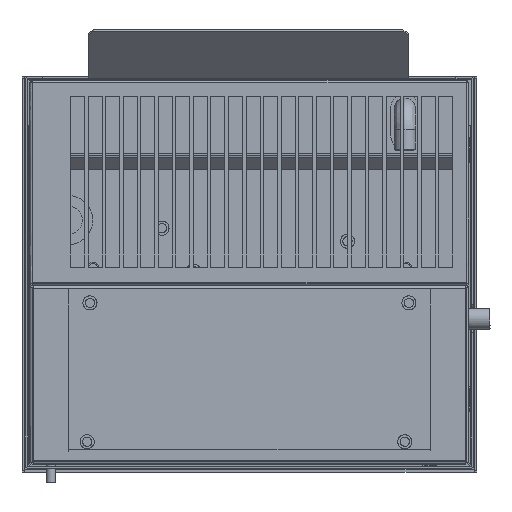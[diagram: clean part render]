
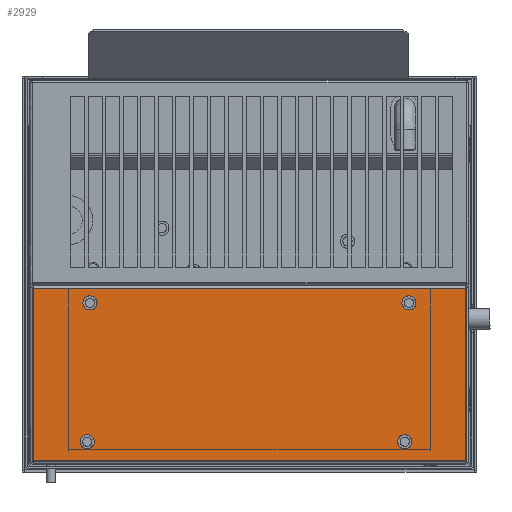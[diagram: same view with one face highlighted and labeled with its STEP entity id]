
A CAD part, front view. The second image highlights one B-rep face of the part: STEP entity #2929.
In plain terms, the highlighted free-form (B-spline) face has degree [1, 1] with [2, 2] control points.
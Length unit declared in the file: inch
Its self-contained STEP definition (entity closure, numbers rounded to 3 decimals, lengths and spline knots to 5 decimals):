
#1172=CARTESIAN_POINT('V6',(9.9108,-0.01587,
   -10.775));
#1173=VERTEX_POINT('V6',#1172);
#1174=CARTESIAN_POINT('V7',(9.9108,-0.01587,
   -10.746));
#1175=VERTEX_POINT('V7',#1174);
#1176=CARTESIAN_POINT('E6',(9.9108,-0.01587,
   -10.775));
#1177=CARTESIAN_POINT('E6',(9.9108,-0.01587,
   -10.746));
#1178=QUASI_UNIFORM_CURVE('E6',1,(#1176,#1177),.POLYLINE_FORM.,.F.,
   .U.);
#1179=EDGE_CURVE('E6',#1173,#1175,#1178,.T.);
#1488=CARTESIAN_POINT('V1',(3.0728,-0.01587,
   -13.505));
#1489=VERTEX_POINT('V1',#1488);
#1515=CARTESIAN_POINT('E1',(3.0728,-0.01587,
   -13.505));
#1516=CARTESIAN_POINT('E1',(3.0728,-0.01587,
   -13.64876));
#1517=CARTESIAN_POINT('E1',(3.1973,-0.01587,
   -13.57688));
#1518=CARTESIAN_POINT('E1',(3.3218,-0.01587,
   -13.505));
#1519=CARTESIAN_POINT('E1',(3.1973,-0.01587,
   -13.43312));
#1520=CARTESIAN_POINT('E1',(3.0728,-0.01587,
   -13.36124));
#1521=CARTESIAN_POINT('E1',(3.0728,-0.01587,
   -13.505));
#1529=(BOUNDED_CURVE()B_SPLINE_CURVE(2,(#1515,#1516,#1517,#1518,
   #1519,#1520,#1521),.CIRCULAR_ARC.,.T.,.U.)
   B_SPLINE_CURVE_WITH_KNOTS((3,2,2,3),(0.0,0.33333,
   0.66667,1.0),.UNSPECIFIED.)CURVE()
   GEOMETRIC_REPRESENTATION_ITEM()RATIONAL_B_SPLINE_CURVE((1.0,
   0.5,1.0,0.5,1.0,0.5,1.0)
   )REPRESENTATION_ITEM('E1'));
#1530=EDGE_CURVE('E1',#1489,#1489,#1529,.T.);
#1557=CARTESIAN_POINT('V2',(8.7438,-0.01587,
   -13.505));
#1558=VERTEX_POINT('V2',#1557);
#1584=CARTESIAN_POINT('E2',(8.7438,-0.01587,
   -13.505));
#1585=CARTESIAN_POINT('E2',(8.7438,-0.01587,
   -13.64876));
#1586=CARTESIAN_POINT('E2',(8.8683,-0.01587,
   -13.57688));
#1587=CARTESIAN_POINT('E2',(8.9928,-0.01587,
   -13.505));
#1588=CARTESIAN_POINT('E2',(8.8683,-0.01587,
   -13.43312));
#1589=CARTESIAN_POINT('E2',(8.7438,-0.01587,
   -13.36124));
#1590=CARTESIAN_POINT('E2',(8.7438,-0.01587,
   -13.505));
#1598=(BOUNDED_CURVE()B_SPLINE_CURVE(2,(#1584,#1585,#1586,#1587,
   #1588,#1589,#1590),.CIRCULAR_ARC.,.T.,.U.)
   B_SPLINE_CURVE_WITH_KNOTS((3,2,2,3),(0.0,0.33333,
   0.66667,1.0),.UNSPECIFIED.)CURVE()
   GEOMETRIC_REPRESENTATION_ITEM()RATIONAL_B_SPLINE_CURVE((1.0,
   0.5,1.0,0.5,1.0,0.5,1.0)
   )REPRESENTATION_ITEM('E2'));
#1599=EDGE_CURVE('E2',#1558,#1558,#1598,.T.);
#1626=CARTESIAN_POINT('V3',(8.8168,-0.01587,
   -11.027));
#1627=VERTEX_POINT('V3',#1626);
#1653=CARTESIAN_POINT('E3',(8.8168,-0.01587,
   -11.027));
#1654=CARTESIAN_POINT('E3',(8.8168,-0.01587,
   -11.17076));
#1655=CARTESIAN_POINT('E3',(8.9413,-0.01587,
   -11.09888));
#1656=CARTESIAN_POINT('E3',(9.0658,-0.01587,
   -11.027));
#1657=CARTESIAN_POINT('E3',(8.9413,-0.01587,
   -10.95512));
#1658=CARTESIAN_POINT('E3',(8.8168,-0.01587,
   -10.88324));
#1659=CARTESIAN_POINT('E3',(8.8168,-0.01587,
   -11.027));
#1667=(BOUNDED_CURVE()B_SPLINE_CURVE(2,(#1653,#1654,#1655,#1656,
   #1657,#1658,#1659),.CIRCULAR_ARC.,.T.,.U.)
   B_SPLINE_CURVE_WITH_KNOTS((3,2,2,3),(0.0,0.33333,
   0.66667,1.0),.UNSPECIFIED.)CURVE()
   GEOMETRIC_REPRESENTATION_ITEM()RATIONAL_B_SPLINE_CURVE((1.0,
   0.5,1.0,0.5,1.0,0.5,1.0)
   )REPRESENTATION_ITEM('E3'));
#1668=EDGE_CURVE('E3',#1627,#1627,#1667,.T.);
#1695=CARTESIAN_POINT('V4',(3.1228,-0.01587,
   -11.027));
#1696=VERTEX_POINT('V4',#1695);
#1722=CARTESIAN_POINT('E4',(3.1228,-0.01587,
   -11.027));
#1723=CARTESIAN_POINT('E4',(3.1228,-0.01587,
   -11.17076));
#1724=CARTESIAN_POINT('E4',(3.2473,-0.01587,
   -11.09888));
#1725=CARTESIAN_POINT('E4',(3.3718,-0.01587,
   -11.027));
#1726=CARTESIAN_POINT('E4',(3.2473,-0.01587,
   -10.95512));
#1727=CARTESIAN_POINT('E4',(3.1228,-0.01587,
   -10.88324));
#1728=CARTESIAN_POINT('E4',(3.1228,-0.01587,
   -11.027));
#1736=(BOUNDED_CURVE()B_SPLINE_CURVE(2,(#1722,#1723,#1724,#1725,
   #1726,#1727,#1728),.CIRCULAR_ARC.,.T.,.U.)
   B_SPLINE_CURVE_WITH_KNOTS((3,2,2,3),(0.0,0.33333,
   0.66667,1.0),.UNSPECIFIED.)CURVE()
   GEOMETRIC_REPRESENTATION_ITEM()RATIONAL_B_SPLINE_CURVE((1.0,
   0.5,1.0,0.5,1.0,0.5,1.0)
   )REPRESENTATION_ITEM('E4'));
#1737=EDGE_CURVE('E4',#1696,#1696,#1736,.T.);
#1747=CARTESIAN_POINT('V11',(9.9108,-0.01587,
   -13.847));
#1748=VERTEX_POINT('V11',#1747);
#1764=CARTESIAN_POINT('V10',(9.9108,-0.01587,
   -13.876));
#1765=VERTEX_POINT('V10',#1764);
#1771=CARTESIAN_POINT('E10',(9.9108,-0.01587,
   -13.876));
#1772=CARTESIAN_POINT('E10',(9.9108,-0.01587,
   -13.847));
#1773=QUASI_UNIFORM_CURVE('E10',1,(#1771,#1772),.POLYLINE_FORM.,.F.,
   .U.);
#1774=EDGE_CURVE('E10',#1765,#1748,#1773,.T.);
#1929=CARTESIAN_POINT('V12',(2.1948,-0.01587,
   -13.847));
#1930=VERTEX_POINT('V12',#1929);
#1931=CARTESIAN_POINT('V13',(2.1948,-0.01587,
   -13.876));
#1932=VERTEX_POINT('V13',#1931);
#1933=CARTESIAN_POINT('E12',(2.1948,-0.01587,
   -13.847));
#1934=CARTESIAN_POINT('E12',(2.1948,-0.01587,
   -13.876));
#1935=QUASI_UNIFORM_CURVE('E12',1,(#1933,#1934),.POLYLINE_FORM.,.F.,
   .U.);
#1936=EDGE_CURVE('E12',#1930,#1932,#1935,.T.);
#2173=CARTESIAN_POINT('V14',(2.1928,-0.01587,
   -13.876));
#2174=VERTEX_POINT('V14',#2173);
#2188=CARTESIAN_POINT('V15',(2.1928,-0.01587,
   -10.746));
#2189=VERTEX_POINT('V15',#2188);
#2190=CARTESIAN_POINT('E14',(2.1928,-0.01587,
   -13.876));
#2191=CARTESIAN_POINT('E14',(2.1928,-0.01587,
   -10.746));
#2192=QUASI_UNIFORM_CURVE('E14',1,(#2190,#2191),.POLYLINE_FORM.,.F.,
   .U.);
#2193=EDGE_CURVE('E14',#2174,#2189,#2192,.T.);
#2255=CARTESIAN_POINT('E13',(2.1948,-0.01587,
   -13.876));
#2256=CARTESIAN_POINT('E13',(2.1928,-0.01587,
   -13.876));
#2257=QUASI_UNIFORM_CURVE('E13',1,(#2255,#2256),.POLYLINE_FORM.,.F.,
   .U.);
#2258=EDGE_CURVE('E13',#1932,#2174,#2257,.T.);
#2325=CARTESIAN_POINT('E11',(9.9108,-0.01587,
   -13.847));
#2326=CARTESIAN_POINT('E11',(2.1948,-0.01587,
   -13.847));
#2327=QUASI_UNIFORM_CURVE('E11',1,(#2325,#2326),.POLYLINE_FORM.,.F.,
   .U.);
#2328=EDGE_CURVE('E11',#1748,#1930,#2327,.T.);
#2743=CARTESIAN_POINT('V5',(2.1948,-0.01587,
   -10.775));
#2744=VERTEX_POINT('V5',#2743);
#2760=CARTESIAN_POINT('V16',(2.1948,-0.01587,
   -10.746));
#2761=VERTEX_POINT('V16',#2760);
#2767=CARTESIAN_POINT('E16',(2.1948,-0.01587,
   -10.746));
#2768=CARTESIAN_POINT('E16',(2.1948,-0.01587,
   -10.775));
#2769=QUASI_UNIFORM_CURVE('E16',1,(#2767,#2768),.POLYLINE_FORM.,.F.,
   .U.);
#2770=EDGE_CURVE('E16',#2761,#2744,#2769,.T.);
#2792=CARTESIAN_POINT('E15',(2.1928,-0.01587,
   -10.746));
#2793=CARTESIAN_POINT('E15',(2.1948,-0.01587,
   -10.746));
#2794=QUASI_UNIFORM_CURVE('E15',1,(#2792,#2793),.POLYLINE_FORM.,.F.,
   .U.);
#2795=EDGE_CURVE('E15',#2189,#2761,#2794,.T.);
#2860=CARTESIAN_POINT('E5',(2.1948,-0.01587,
   -10.775));
#2861=CARTESIAN_POINT('E5',(9.9108,-0.01587,
   -10.775));
#2862=QUASI_UNIFORM_CURVE('E5',1,(#2860,#2861),.POLYLINE_FORM.,.F.,
   .U.);
#2863=EDGE_CURVE('E5',#2744,#1173,#2862,.T.);
#2882=CARTESIAN_POINT('F2',(9.91398,-0.01587,
   -10.74482));
#2883=CARTESIAN_POINT('F2',(9.91398,-0.01587,
   -13.87718));
#2884=CARTESIAN_POINT('F2',(2.19162,-0.01587,
   -10.74482));
#2885=CARTESIAN_POINT('F2',(2.19162,-0.01587,
   -13.87718));
#2886=B_SPLINE_SURFACE_WITH_KNOTS('F2',1,1,((#2882,#2884),(#2883,
   #2885)),.PLANE_SURF.,.F.,.F.,.U.,(2,2),(2,2),(0.0,1.0),(0.0,
   2.46535),.UNSPECIFIED.);
#2887=ORIENTED_EDGE('F99',*,*,#2770,.F.);
#2888=ORIENTED_EDGE('F84',*,*,#2795,.F.);
#2889=ORIENTED_EDGE('E14',*,*,#2193,.F.);
#2890=ORIENTED_EDGE('E13',*,*,#2258,.F.);
#2891=ORIENTED_EDGE('E12',*,*,#1936,.F.);
#2892=ORIENTED_EDGE('E11',*,*,#2328,.F.);
#2893=ORIENTED_EDGE('F101',*,*,#1774,.F.);
#2894=CARTESIAN_POINT('V9',(9.9128,-0.01587,
   -13.876));
#2895=VERTEX_POINT('V9',#2894);
#2896=CARTESIAN_POINT('E9',(9.9128,-0.01587,
   -13.876));
#2897=CARTESIAN_POINT('E9',(9.9108,-0.01587,
   -13.876));
#2898=QUASI_UNIFORM_CURVE('E9',1,(#2896,#2897),.POLYLINE_FORM.,.F.,
   .U.);
#2899=EDGE_CURVE('E9',#2895,#1765,#2898,.T.);
#2900=ORIENTED_EDGE('E9',*,*,#2899,.F.);
#2901=CARTESIAN_POINT('V8',(9.9128,-0.01587,
   -10.746));
#2902=VERTEX_POINT('V8',#2901);
#2903=CARTESIAN_POINT('E8',(9.9128,-0.01587,
   -10.746));
#2904=CARTESIAN_POINT('E8',(9.9128,-0.01587,
   -13.876));
#2905=QUASI_UNIFORM_CURVE('E8',1,(#2903,#2904),.POLYLINE_FORM.,.F.,
   .U.);
#2906=EDGE_CURVE('E8',#2902,#2895,#2905,.T.);
#2907=ORIENTED_EDGE('E8',*,*,#2906,.F.);
#2908=CARTESIAN_POINT('E7',(9.9108,-0.01587,
   -10.746));
#2909=CARTESIAN_POINT('E7',(9.9128,-0.01587,
   -10.746));
#2910=QUASI_UNIFORM_CURVE('E7',1,(#2908,#2909),.POLYLINE_FORM.,.F.,
   .U.);
#2911=EDGE_CURVE('E7',#1175,#2902,#2910,.T.);
#2912=ORIENTED_EDGE('E7',*,*,#2911,.F.);
#2913=ORIENTED_EDGE('E6',*,*,#1179,.F.);
#2914=ORIENTED_EDGE('E5',*,*,#2863,.F.);
#2915=EDGE_LOOP('F2',(#2887,#2888,#2889,#2890,#2891,#2892,#2893,
   #2900,#2907,#2912,#2913,#2914));
#2916=FACE_OUTER_BOUND('F2',#2915,.T.);
#2917=ORIENTED_EDGE('F57',*,*,#1737,.F.);
#2918=EDGE_LOOP('F2',(#2917));
#2919=FACE_BOUND('F2',#2918,.T.);
#2920=ORIENTED_EDGE('F56',*,*,#1668,.F.);
#2921=EDGE_LOOP('F2',(#2920));
#2922=FACE_BOUND('F2',#2921,.T.);
#2923=ORIENTED_EDGE('F55',*,*,#1599,.F.);
#2924=EDGE_LOOP('F2',(#2923));
#2925=FACE_BOUND('F2',#2924,.T.);
#2926=ORIENTED_EDGE('F54',*,*,#1530,.F.);
#2927=EDGE_LOOP('F2',(#2926));
#2928=FACE_BOUND('F2',#2927,.T.);
#2929=ADVANCED_FACE('F2',(#2916,#2919,#2922,#2925,#2928),#2886,.F.
   );
